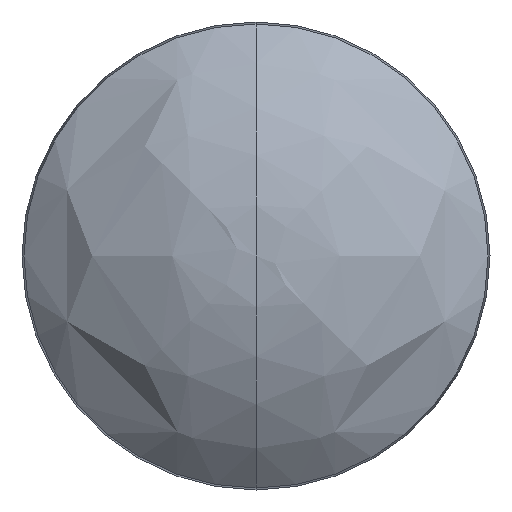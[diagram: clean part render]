
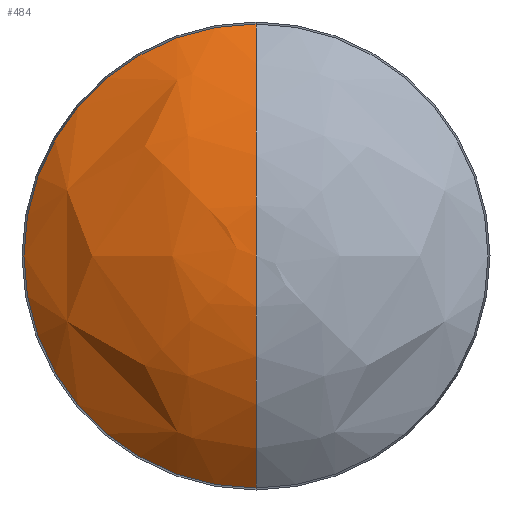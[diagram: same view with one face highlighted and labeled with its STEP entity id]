
A CAD part, front view. The second image highlights one B-rep face of the part: STEP entity #484.
In plain terms, the highlighted free-form (B-spline) face has degree [3, 3] with [7, 4] control points.
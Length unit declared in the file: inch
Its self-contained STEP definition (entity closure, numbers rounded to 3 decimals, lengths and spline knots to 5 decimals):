
#1=CARTESIAN_POINT('',(0.,-0.01547,0.));
#2=DIRECTION('',(0.,-1.,0.));
#3=DIRECTION('',(0.,0.,1.));
#4=AXIS2_PLACEMENT_3D('',#1,#2,#3);
#6=CARTESIAN_POINT('',(0.,0.04971,0.00276));
#7=DIRECTION('',(1.,0.,0.));
#8=DIRECTION('',(0.,-0.726,0.688));
#9=AXIS2_PLACEMENT_3D('',#6,#7,#8);
#16=CARTESIAN_POINT('',(0.,0.04971,-0.00276));
#17=DIRECTION('',(-1.,0.,0.));
#18=DIRECTION('',(0.,-0.726,-0.688));
#19=AXIS2_PLACEMENT_3D('',#16,#17,#18);
#397=CARTESIAN_POINT('',(0.,-0.01547,0.06446));
#398=CARTESIAN_POINT('',(0.,-0.04,0.));
#399=VERTEX_POINT('',#397);
#400=VERTEX_POINT('',#398);
#403=CARTESIAN_POINT('',(0.,-0.01547,-0.06446));
#404=VERTEX_POINT('',#403);
#447=CARTESIAN_POINT('',(0.00411,-0.01448,
0.06535));
#448=CARTESIAN_POINT('',(0.003,-0.03178,
0.04769));
#449=CARTESIAN_POINT('',(0.00155,-0.04076,
0.02468));
#450=CARTESIAN_POINT('',(0.,-0.04,0.));
#451=CARTESIAN_POINT('',(-0.03611,-0.01448,
0.06788));
#452=CARTESIAN_POINT('',(-0.02635,-0.03178,
0.04954));
#453=CARTESIAN_POINT('',(-0.01364,-0.04076,
0.02564));
#454=CARTESIAN_POINT('',(0.,-0.04,0.));
#455=CARTESIAN_POINT('',(-0.06548,-0.01448,
0.0403));
#456=CARTESIAN_POINT('',(-0.04778,-0.03178,
0.02941));
#457=CARTESIAN_POINT('',(-0.02473,-0.04076,
0.01522));
#458=CARTESIAN_POINT('',(0.,-0.04,0.));
#459=CARTESIAN_POINT('',(-0.06548,-0.01448,0.));
#460=CARTESIAN_POINT('',(-0.04778,-0.03178,0.));
#461=CARTESIAN_POINT('',(-0.02473,-0.04076,0.));
#462=CARTESIAN_POINT('',(0.,-0.04,0.));
#463=CARTESIAN_POINT('',(-0.06548,-0.01448,
-0.0403));
#464=CARTESIAN_POINT('',(-0.04778,-0.03178,
-0.02941));
#465=CARTESIAN_POINT('',(-0.02473,-0.04076,
-0.01522));
#466=CARTESIAN_POINT('',(0.,-0.04,0.));
#467=CARTESIAN_POINT('',(-0.03611,-0.01448,
-0.06788));
#468=CARTESIAN_POINT('',(-0.02635,-0.03178,
-0.04954));
#469=CARTESIAN_POINT('',(-0.01364,-0.04076,
-0.02564));
#470=CARTESIAN_POINT('',(0.,-0.04,0.));
#471=CARTESIAN_POINT('',(0.00411,-0.01448,
-0.06535));
#472=CARTESIAN_POINT('',(0.003,-0.03178,
-0.04769));
#473=CARTESIAN_POINT('',(0.00155,-0.04076,
-0.02468));
#474=CARTESIAN_POINT('',(0.,-0.04,0.));
#475=(BOUNDED_SURFACE()B_SPLINE_SURFACE(3,3,((#447,#448,#449,#450),(#451,#452,
#453,#454),(#455,#456,#457,#458),(#459,#460,#461,#462),(#463,#464,#465,#466),(
#467,#468,#469,#470),(#471,#472,#473,#474)),.UNSPECIFIED.,.F.,.F.,.F.)B_SPLINE_SURFACE_WITH_KNOTS((4,3,4),(4,4),(0.,1.,2.),(0.,1.),.UNSPECIFIED.)GEOMETRIC_REPRESENTATION_ITEM()RATIONAL_B_SPLINE_SURFACE(((1.237,
1.171,1.171,1.237),(0.977,
0.925,0.925,0.977),(0.977,
0.925,0.925,0.977),(1.237,
1.171,1.171,1.237),(0.977,
0.925,0.925,0.977),(0.977,
0.925,0.925,0.977),(1.237,
1.171,1.171,1.237)))REPRESENTATION_ITEM('')SURFACE());
#477=ORIENTED_EDGE('',*,*,#476,.T.);
#479=ORIENTED_EDGE('',*,*,#478,.F.);
#481=ORIENTED_EDGE('',*,*,#480,.F.);
#482=EDGE_LOOP('',(#477,#479,#481));
#483=FACE_OUTER_BOUND('',#482,.F.);
#484=ADVANCED_FACE('',(#483),#475,.T.);
#5=CIRCLE('',#4,0.06446);
#10=CIRCLE('',#9,0.08975);
#20=CIRCLE('',#19,0.08975);
#476=EDGE_CURVE('',#399,#400,#10,.T.);
#478=EDGE_CURVE('',#404,#400,#20,.T.);
#480=EDGE_CURVE('',#399,#404,#5,.T.);
